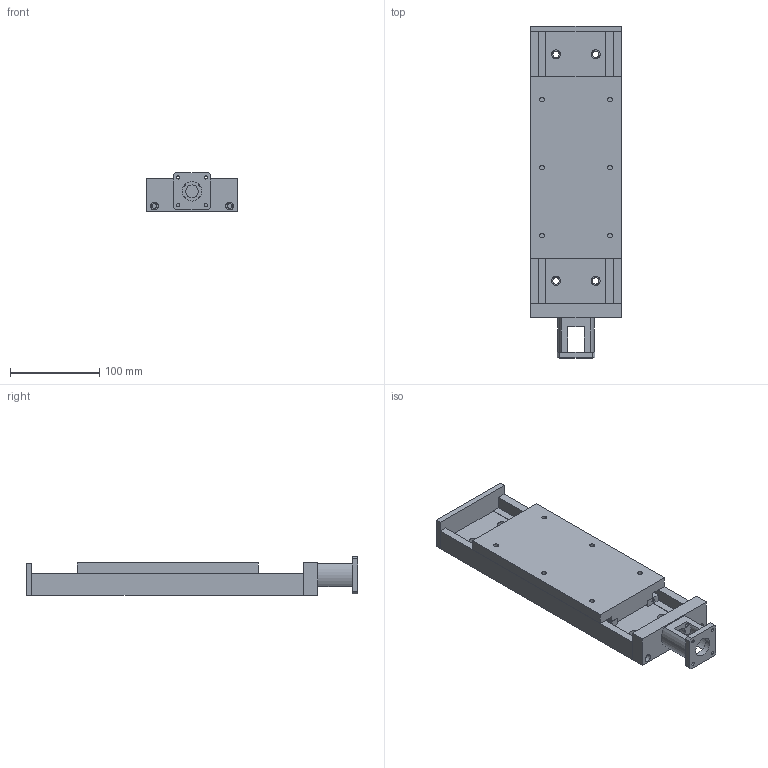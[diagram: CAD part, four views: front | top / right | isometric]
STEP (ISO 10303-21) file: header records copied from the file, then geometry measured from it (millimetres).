
FILE_DESCRIPTION((''),'2;1');
FILE_NAME('VTAAC-4-12-4.stp','2004-02-05T22:44:39',('Owner'),(''),'Autodesk Inventor (tm) 5.3','Autodesk Inventor (tm) 5.3','');
FILE_SCHEMA(('CONFIG_CONTROL_DESIGN'));
Length unit declared in the file: inch
Products named in the file (7): VTAAC-4-12-4; VTAAC-4-12-4 BOTTOM-BASE; VTAAC-4-12-4 TOP-BASE; VTAAC-4-12-4 RAIL-A; VTAAC-4-12-4 END-PLATE-A; VTAAC-4-12-4 END-PLATE-B; VTAAC-4-12-4 MTG-BRKT-17
Assembly tree (9 placements, depth 2):
  VTAAC-4-12-4
    VTAAC-4-12-4 BOTTOM-BASE
    VTAAC-4-12-4 TOP-BASE
    VTAAC-4-12-4 RAIL-A  x4
    VTAAC-4-12-4 END-PLATE-A
    VTAAC-4-12-4 END-PLATE-B
    VTAAC-4-12-4 MTG-BRKT-17
Bounding box: 101.6 x 372.11 x 43.52 mm (x, y, z)
Volume: 908281.6 mm3; surface area: 204677 mm2
Topology: 9 solids, 9 shells, 187 faces, 486 edges, 324 vertices
Faces by surface type: plane 119, bspline 58, cylinder 10
Entity records: 6064 total; most frequent: CARTESIAN_POINT 1657, ORIENTED_EDGE 720, DIRECTION 678, EDGE_CURVE 360, VERTEX_POINT 240, VECTOR 236, LINE 236, AXIS2_PLACEMENT_3D 221
